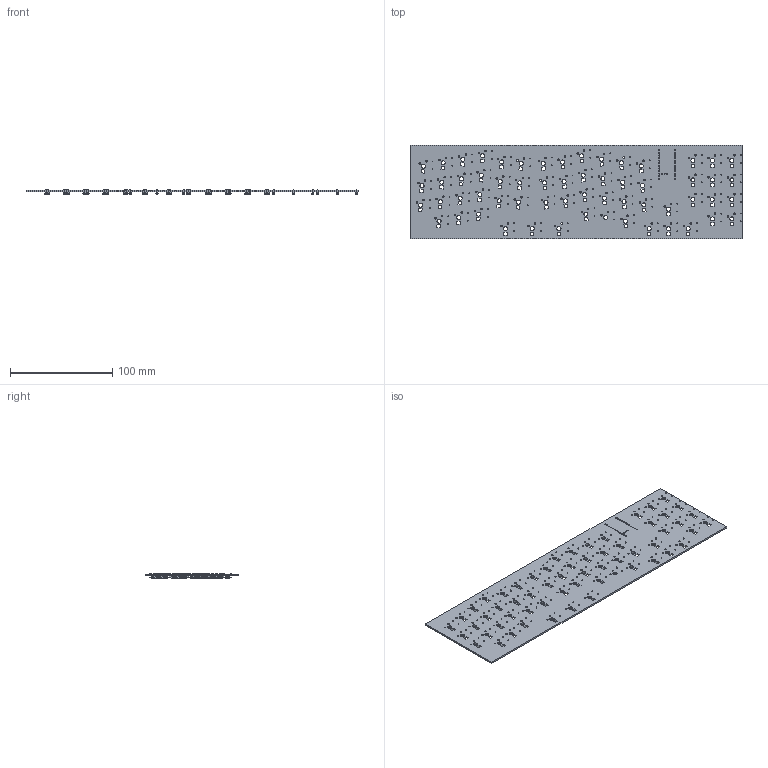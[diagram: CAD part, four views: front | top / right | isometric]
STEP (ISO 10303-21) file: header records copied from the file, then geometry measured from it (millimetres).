
FILE_DESCRIPTION(('KiCad electronic assembly'),'2;1');
FILE_NAME('Nmu64.step','2024-08-18T15:31:06',('Pcbnew'),('Kicad'), 'Open CASCADE STEP processor 7.8','KiCad to STEP converter','Unknown' );
FILE_SCHEMA(('AUTOMOTIVE_DESIGN { 1 0 10303 214 1 1 1 1 }'));
Length unit declared in the file: millimetre
Products named in the file (4): Nmu64 1; D_DO-35_SOD27_P7.62mm_Horizontal; Nmu64_PCB
Assembly tree (62 placements, depth 3):
  Nmu64 1
    D_DO-35_SOD27_P7.62mm_Horizontal  x60
      D_DO-35_SOD27_P7.62mm_Horizontal
    Nmu64_PCB
Bounding box: 324.66 x 91.7 x 5.01 mm (x, y, z)
Volume: 45901.7 mm3; surface area: 64731.9 mm2
Topology: 121 solids, 121 shells, 1529 faces, 3141 edges, 1974 vertices
Faces by surface type: cylinder 687, plane 602, torus 240
Full cylindrical faces by diameter (mm): 0.5 x180, 0.8 x120, 1.092 x27, 1.5 x120, 2 x120, 2.02 x60, 4 x60
Entity records: 21944 total; most frequent: DIRECTION 3693, CARTESIAN_POINT 3521, ORIENTED_EDGE 3450, EDGE_CURVE 1725, FACE_BOUND 1359, EDGE_LOOP 1359, AXIS2_PLACEMENT_3D 1320, VERTEX_POINT 1148
